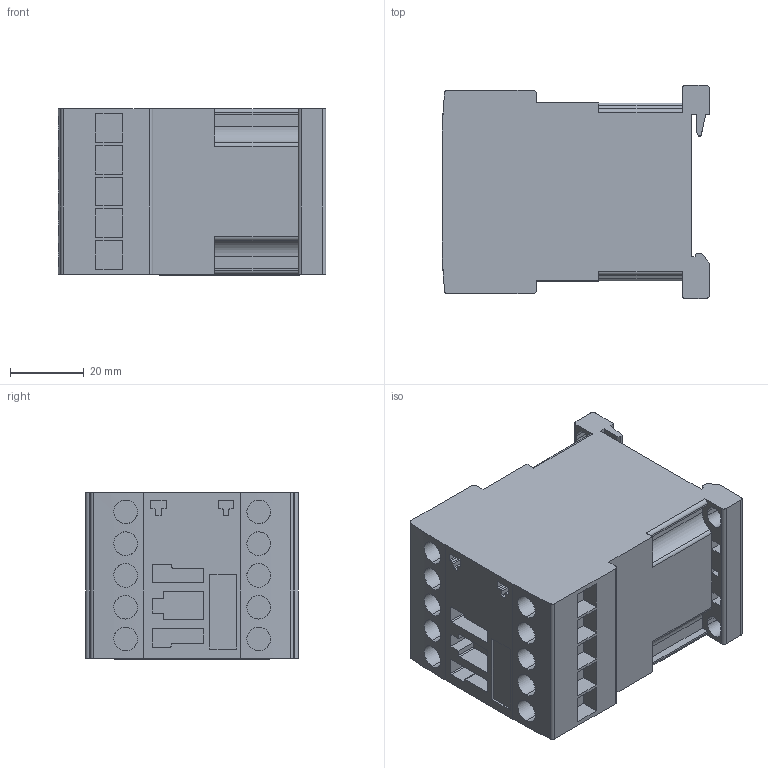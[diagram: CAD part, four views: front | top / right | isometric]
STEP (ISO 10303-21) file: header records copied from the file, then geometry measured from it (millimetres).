
FILE_DESCRIPTION (( 'STEP AP214' ), '1' );
FILE_NAME ('B3RT1017-1AK61.STEP', '2019-12-17T09:39:53', ( '' ), ( '' ), 'SwSTEP 2.0', 'SolidWorks 2017', '' );
FILE_SCHEMA (( 'AUTOMOTIVE_DESIGN' ));
Length unit declared in the file: millimetre
Products named in the file (1): B3RT1017-1AK61
Bounding box: 72.4 x 57.6 x 45.1 mm (x, y, z)
Volume: 149315.4 mm3; surface area: 25215.3 mm2
Topology: 1 solids, 9 shells, 677 faces, 1844 edges, 1228 vertices
Faces by surface type: plane 436, cylinder 122, bspline 119
Entity records: 25530 total; most frequent: CARTESIAN_POINT 8957, ORIENTED_EDGE 3688, DIRECTION 2928, EDGE_CURVE 1844, VECTOR 1362, LINE 1362, VERTEX_POINT 1228, AXIS2_PLACEMENT_3D 783
